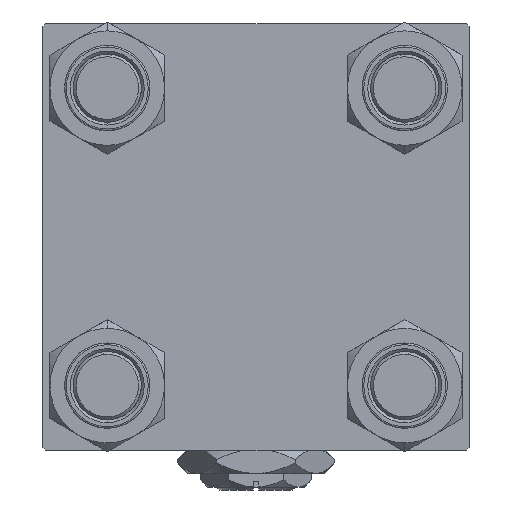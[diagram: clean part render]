
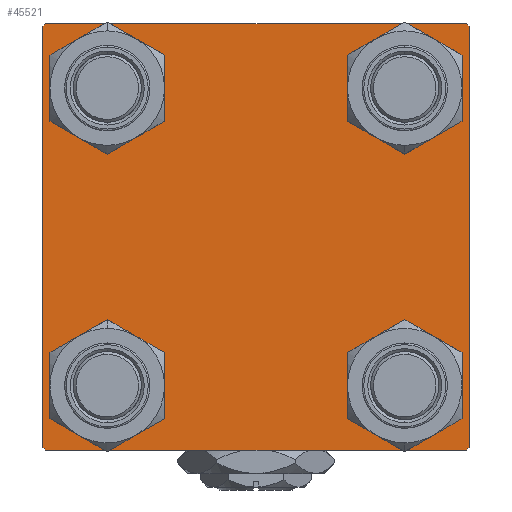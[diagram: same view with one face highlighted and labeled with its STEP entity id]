
A CAD part, left-side view. The second image highlights one B-rep face of the part: STEP entity #45521.
In plain terms, the highlighted planar face has unit normal (-1, 0, 0).
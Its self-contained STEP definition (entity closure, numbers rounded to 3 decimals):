
#45 = CARTESIAN_POINT ( 'NONE',  ( 0., -37.25, -37.25 ) ) ;
#69 = CIRCLE ( 'NONE', #27981, 6.5 ) ;
#839 = ORIENTED_EDGE ( 'NONE', *, *, #32742, .T. ) ;
#1100 = CARTESIAN_POINT ( 'NONE',  ( 0., 26.15, -26.15 ) ) ;
#1737 = VERTEX_POINT ( 'NONE', #18712 ) ;
#1799 = FACE_BOUND ( 'NONE', #16477, .T. ) ;
#1912 = CARTESIAN_POINT ( 'NONE',  ( 0., 37.5, 37.5 ) ) ;
#1974 = EDGE_LOOP ( 'NONE', ( #36408, #33106 ) ) ;
#2176 = DIRECTION ( 'NONE',  ( 0., -1., 0. ) ) ;
#2435 = LINE ( 'NONE', #19626, #37223 ) ;
#2508 = EDGE_CURVE ( 'NONE', #23621, #16972, #16667, .T. ) ;
#2534 = VECTOR ( 'NONE', #50427, 1000. ) ;
#2724 = DIRECTION ( 'NONE',  ( 0., 0.707, -0.707 ) ) ;
#4353 = DIRECTION ( 'NONE',  ( 0., 0., -1. ) ) ;
#4832 = VERTEX_POINT ( 'NONE', #15370 ) ;
#4892 = CARTESIAN_POINT ( 'NONE',  ( 0., -37.5, 37.5 ) ) ;
#5047 = CARTESIAN_POINT ( 'NONE',  ( 0., 37.5, 37.5 ) ) ;
#5180 = CARTESIAN_POINT ( 'NONE',  ( 0., -26.15, 32.65 ) ) ;
#6103 = ORIENTED_EDGE ( 'NONE', *, *, #33687, .T. ) ;
#7090 = CARTESIAN_POINT ( 'NONE',  ( 0., 37.25, 37.25 ) ) ;
#7233 = DIRECTION ( 'NONE',  ( -1., 0., 0. ) ) ;
#8120 = CARTESIAN_POINT ( 'NONE',  ( 0., 26.15, 19.65 ) ) ;
#8174 = LINE ( 'NONE', #4892, #37341 ) ;
#8344 = EDGE_LOOP ( 'NONE', ( #21686, #51725 ) ) ;
#8372 = CARTESIAN_POINT ( 'NONE',  ( 0., 26.15, -32.65 ) ) ;
#9454 = DIRECTION ( 'NONE',  ( 1., 0., 0. ) ) ;
#9830 = LINE ( 'NONE', #1912, #19952 ) ;
#10304 = ORIENTED_EDGE ( 'NONE', *, *, #32676, .T. ) ;
#10821 = CARTESIAN_POINT ( 'NONE',  ( 0., -26.15, 26.15 ) ) ;
#10857 = CARTESIAN_POINT ( 'NONE',  ( 0., -37.5, -37. ) ) ;
#11401 = CARTESIAN_POINT ( 'NONE',  ( 0., -26.15, 19.65 ) ) ;
#11596 = CARTESIAN_POINT ( 'NONE',  ( 0., 0., 0. ) ) ;
#11718 = VERTEX_POINT ( 'NONE', #18251 ) ;
#12455 = VERTEX_POINT ( 'NONE', #12950 ) ;
#12524 = VERTEX_POINT ( 'NONE', #35270 ) ;
#12950 = CARTESIAN_POINT ( 'NONE',  ( 0., 37.5, 37. ) ) ;
#13147 = VECTOR ( 'NONE', #14473, 1000. ) ;
#14473 = DIRECTION ( 'NONE',  ( 0., -0.707, 0.707 ) ) ;
#14516 = CARTESIAN_POINT ( 'NONE',  ( 0., 26.15, 26.15 ) ) ;
#14574 = ORIENTED_EDGE ( 'NONE', *, *, #52622, .T. ) ;
#14985 = AXIS2_PLACEMENT_3D ( 'NONE', #49331, #53981, #29361 ) ;
#15269 = EDGE_LOOP ( 'NONE', ( #42110, #14574, #22931, #10304, #28023, #839, #24396, #27374 ) ) ;
#15370 = CARTESIAN_POINT ( 'NONE',  ( 0., 37., 37.5 ) ) ;
#15388 = VERTEX_POINT ( 'NONE', #8372 ) ;
#16477 = EDGE_LOOP ( 'NONE', ( #6103, #22591 ) ) ;
#16667 = CIRCLE ( 'NONE', #20138, 6.5 ) ;
#16972 = VERTEX_POINT ( 'NONE', #5180 ) ;
#17913 = DIRECTION ( 'NONE',  ( 0., 0., 1. ) ) ;
#17916 = DIRECTION ( 'NONE',  ( 1., 0., 0. ) ) ;
#18251 = CARTESIAN_POINT ( 'NONE',  ( 0., 26.15, 32.65 ) ) ;
#18446 = FACE_OUTER_BOUND ( 'NONE', #15269, .T. ) ;
#18712 = CARTESIAN_POINT ( 'NONE',  ( 0., -37., 37.5 ) ) ;
#19626 = CARTESIAN_POINT ( 'NONE',  ( 0., 37.5, -37.5 ) ) ;
#19952 = VECTOR ( 'NONE', #42637, 1000. ) ;
#20056 = DIRECTION ( 'NONE',  ( 0., 0., 1. ) ) ;
#20138 = AXIS2_PLACEMENT_3D ( 'NONE', #25585, #9454, #17913 ) ;
#21073 = ORIENTED_EDGE ( 'NONE', *, *, #28113, .T. ) ;
#21301 = CARTESIAN_POINT ( 'NONE',  ( 0., -26.15, -26.15 ) ) ;
#21412 = VERTEX_POINT ( 'NONE', #48581 ) ;
#21686 = ORIENTED_EDGE ( 'NONE', *, *, #23784, .T. ) ;
#21851 = DIRECTION ( 'NONE',  ( 1., 0., 0. ) ) ;
#22591 = ORIENTED_EDGE ( 'NONE', *, *, #35899, .T. ) ;
#22931 = ORIENTED_EDGE ( 'NONE', *, *, #46814, .T. ) ;
#22987 = DIRECTION ( 'NONE',  ( 1., 0., 0. ) ) ;
#23069 = FACE_BOUND ( 'NONE', #32007, .T. ) ;
#23621 = VERTEX_POINT ( 'NONE', #11401 ) ;
#23784 = EDGE_CURVE ( 'NONE', #11718, #24764, #38242, .T. ) ;
#24016 = LINE ( 'NONE', #7090, #35612 ) ;
#24181 = DIRECTION ( 'NONE',  ( 1., 0., 0. ) ) ;
#24396 = ORIENTED_EDGE ( 'NONE', *, *, #51660, .F. ) ;
#24764 = VERTEX_POINT ( 'NONE', #8120 ) ;
#25339 = EDGE_CURVE ( 'NONE', #51394, #36547, #42636, .T. ) ;
#25585 = CARTESIAN_POINT ( 'NONE',  ( 0., -26.15, 26.15 ) ) ;
#26009 = EDGE_CURVE ( 'NONE', #12455, #21412, #34552, .T. ) ;
#26046 = AXIS2_PLACEMENT_3D ( 'NONE', #21301, #45901, #37983 ) ;
#27005 = AXIS2_PLACEMENT_3D ( 'NONE', #10821, #24181, #27469 ) ;
#27197 = CARTESIAN_POINT ( 'NONE',  ( 0., -26.15, -19.65 ) ) ;
#27374 = ORIENTED_EDGE ( 'NONE', *, *, #49533, .T. ) ;
#27420 = VERTEX_POINT ( 'NONE', #32394 ) ;
#27469 = DIRECTION ( 'NONE',  ( 0., 0., 1. ) ) ;
#27981 = AXIS2_PLACEMENT_3D ( 'NONE', #14516, #22987, #52253 ) ;
#27989 = FACE_BOUND ( 'NONE', #1974, .T. ) ;
#28023 = ORIENTED_EDGE ( 'NONE', *, *, #49658, .F. ) ;
#28113 = EDGE_CURVE ( 'NONE', #16972, #23621, #28759, .T. ) ;
#28759 = CIRCLE ( 'NONE', #27005, 6.5 ) ;
#28794 = PLANE ( 'NONE',  #32795 ) ;
#28997 = CARTESIAN_POINT ( 'NONE',  ( 0., -26.15, -26.15 ) ) ;
#29361 = DIRECTION ( 'NONE',  ( 0., 0., 1. ) ) ;
#32007 = EDGE_LOOP ( 'NONE', ( #21073, #48280 ) ) ;
#32394 = CARTESIAN_POINT ( 'NONE',  ( 0., -37., -37.5 ) ) ;
#32676 = EDGE_CURVE ( 'NONE', #27420, #49778, #41578, .T. ) ;
#32742 = EDGE_CURVE ( 'NONE', #46936, #1737, #39099, .T. ) ;
#32795 = AXIS2_PLACEMENT_3D ( 'NONE', #11596, #7233, #20056 ) ;
#33106 = ORIENTED_EDGE ( 'NONE', *, *, #25339, .T. ) ;
#33687 = EDGE_CURVE ( 'NONE', #12524, #15388, #45463, .T. ) ;
#34370 = EDGE_CURVE ( 'NONE', #24764, #11718, #69, .T. ) ;
#34552 = LINE ( 'NONE', #5047, #2534 ) ;
#34607 = DIRECTION ( 'NONE',  ( 0., 0., 1. ) ) ;
#35270 = CARTESIAN_POINT ( 'NONE',  ( 0., 26.15, -19.65 ) ) ;
#35612 = VECTOR ( 'NONE', #2724, 1000. ) ;
#35679 = LINE ( 'NONE', #48512, #39098 ) ;
#35899 = EDGE_CURVE ( 'NONE', #15388, #12524, #49941, .T. ) ;
#36408 = ORIENTED_EDGE ( 'NONE', *, *, #49343, .T. ) ;
#36547 = VERTEX_POINT ( 'NONE', #27197 ) ;
#37223 = VECTOR ( 'NONE', #2176, 1000. ) ;
#37341 = VECTOR ( 'NONE', #4353, 1000. ) ;
#37983 = DIRECTION ( 'NONE',  ( 0., 0., 1. ) ) ;
#38242 = CIRCLE ( 'NONE', #51311, 6.5 ) ;
#39098 = VECTOR ( 'NONE', #39767, 1000. ) ;
#39099 = LINE ( 'NONE', #47554, #42824 ) ;
#39767 = DIRECTION ( 'NONE',  ( 0., -0.707, -0.707 ) ) ;
#41578 = LINE ( 'NONE', #45, #13147 ) ;
#41847 = DIRECTION ( 'NONE',  ( 1., 0., 0. ) ) ;
#42110 = ORIENTED_EDGE ( 'NONE', *, *, #26009, .T. ) ;
#42363 = DIRECTION ( 'NONE',  ( 0., 0., 1. ) ) ;
#42636 = CIRCLE ( 'NONE', #26046, 6.5 ) ;
#42637 = DIRECTION ( 'NONE',  ( 0., -1., 0. ) ) ;
#42824 = VECTOR ( 'NONE', #46755, 1000. ) ;
#43445 = VERTEX_POINT ( 'NONE', #48855 ) ;
#44302 = AXIS2_PLACEMENT_3D ( 'NONE', #28997, #41847, #45673 ) ;
#44669 = FACE_BOUND ( 'NONE', #8344, .T. ) ;
#45463 = CIRCLE ( 'NONE', #53325, 6.5 ) ;
#45521 = ADVANCED_FACE ( 'NONE', ( #23069, #27989, #1799, #44669, #18446 ), #28794, .T. ) ;
#45673 = DIRECTION ( 'NONE',  ( 0., 0., 1. ) ) ;
#45901 = DIRECTION ( 'NONE',  ( 1., 0., 0. ) ) ;
#46528 = CARTESIAN_POINT ( 'NONE',  ( 0., -26.15, -32.65 ) ) ;
#46755 = DIRECTION ( 'NONE',  ( 0., 0.707, 0.707 ) ) ;
#46814 = EDGE_CURVE ( 'NONE', #43445, #27420, #2435, .T. ) ;
#46924 = CIRCLE ( 'NONE', #44302, 6.5 ) ;
#46936 = VERTEX_POINT ( 'NONE', #52037 ) ;
#47554 = CARTESIAN_POINT ( 'NONE',  ( 0., -37.25, 37.25 ) ) ;
#48280 = ORIENTED_EDGE ( 'NONE', *, *, #2508, .T. ) ;
#48512 = CARTESIAN_POINT ( 'NONE',  ( 0., 37.25, -37.25 ) ) ;
#48581 = CARTESIAN_POINT ( 'NONE',  ( 0., 37.5, -37. ) ) ;
#48855 = CARTESIAN_POINT ( 'NONE',  ( 0., 37., -37.5 ) ) ;
#49331 = CARTESIAN_POINT ( 'NONE',  ( 0., 26.15, -26.15 ) ) ;
#49343 = EDGE_CURVE ( 'NONE', #36547, #51394, #46924, .T. ) ;
#49533 = EDGE_CURVE ( 'NONE', #4832, #12455, #24016, .T. ) ;
#49658 = EDGE_CURVE ( 'NONE', #46936, #49778, #8174, .T. ) ;
#49778 = VERTEX_POINT ( 'NONE', #10857 ) ;
#49941 = CIRCLE ( 'NONE', #14985, 6.5 ) ;
#50427 = DIRECTION ( 'NONE',  ( 0., 0., -1. ) ) ;
#50753 = CARTESIAN_POINT ( 'NONE',  ( 0., 26.15, 26.15 ) ) ;
#51311 = AXIS2_PLACEMENT_3D ( 'NONE', #50753, #17916, #34607 ) ;
#51394 = VERTEX_POINT ( 'NONE', #46528 ) ;
#51660 = EDGE_CURVE ( 'NONE', #4832, #1737, #9830, .T. ) ;
#51725 = ORIENTED_EDGE ( 'NONE', *, *, #34370, .T. ) ;
#52037 = CARTESIAN_POINT ( 'NONE',  ( 0., -37.5, 37. ) ) ;
#52253 = DIRECTION ( 'NONE',  ( 0., 0., 1. ) ) ;
#52622 = EDGE_CURVE ( 'NONE', #21412, #43445, #35679, .T. ) ;
#53325 = AXIS2_PLACEMENT_3D ( 'NONE', #1100, #21851, #42363 ) ;
#53981 = DIRECTION ( 'NONE',  ( 1., 0., 0. ) ) ;
